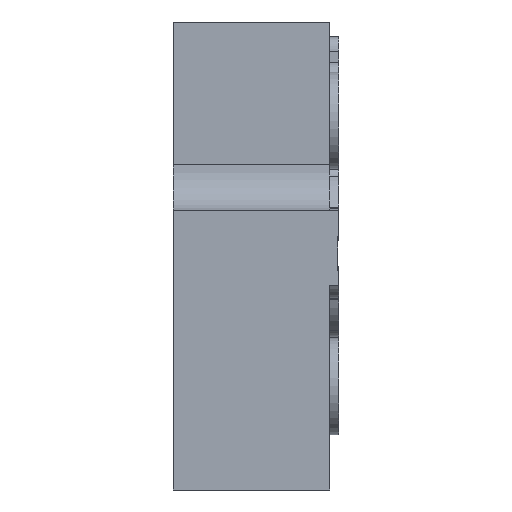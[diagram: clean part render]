
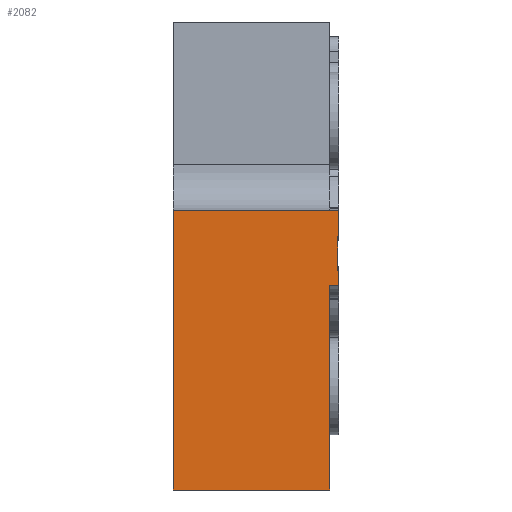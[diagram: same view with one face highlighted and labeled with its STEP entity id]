
A CAD part, left-side view. The second image highlights one B-rep face of the part: STEP entity #2082.
In plain terms, the highlighted planar face has unit normal (-1, 0, 0).
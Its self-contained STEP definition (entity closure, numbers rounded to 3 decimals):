
#334 = CARTESIAN_POINT ( 'NONE',  ( -0.12, 0.05, -2.636 ) ) ;
#425 = CARTESIAN_POINT ( 'NONE',  ( -0.12, -9., -16.37 ) ) ;
#441 = DIRECTION ( 'NONE',  ( 0., 0., -1. ) ) ;
#502 = VERTEX_POINT ( 'NONE', #5320 ) ;
#572 = EDGE_CURVE ( 'NONE', #7450, #4962, #2402, .T. ) ;
#783 = VERTEX_POINT ( 'NONE', #3484 ) ;
#1007 = CARTESIAN_POINT ( 'NONE',  ( -0.12, 0.5, -5.251 ) ) ;
#1045 = CARTESIAN_POINT ( 'NONE',  ( -0.12, -9., -16.37 ) ) ;
#1115 = VECTOR ( 'NONE', #3529, 1000. ) ;
#1128 = DIRECTION ( 'NONE',  ( 0., -1., 0. ) ) ;
#1207 = LINE ( 'NONE', #8777, #3651 ) ;
#1338 = CARTESIAN_POINT ( 'NONE',  ( -0.12, 9., -16.37 ) ) ;
#1574 = CARTESIAN_POINT ( 'NONE',  ( -0.12, 0.05, -4.436 ) ) ;
#1645 = DIRECTION ( 'NONE',  ( 0., 0., -1. ) ) ;
#1688 = EDGE_CURVE ( 'NONE', #6310, #5779, #3680, .T. ) ;
#1794 = DIRECTION ( 'NONE',  ( 0., 0., -1. ) ) ;
#1853 = CARTESIAN_POINT ( 'NONE',  ( -0.12, 0.05, -4.436 ) ) ;
#2082 = ADVANCED_FACE ( 'NONE', ( #7176 ), #7261, .F. ) ;
#2168 = CARTESIAN_POINT ( 'NONE',  ( -0.12, 0.5, -16.37 ) ) ;
#2350 = DIRECTION ( 'NONE',  ( 1., 0., 0. ) ) ;
#2402 = LINE ( 'NONE', #5151, #5934 ) ;
#2453 = LINE ( 'NONE', #8489, #7023 ) ;
#2605 = DIRECTION ( 'NONE',  ( 0., 0., 1. ) ) ;
#2631 = EDGE_CURVE ( 'NONE', #6217, #8472, #1207, .T. ) ;
#2678 = CARTESIAN_POINT ( 'NONE',  ( -0.12, 0., -1.214 ) ) ;
#2767 = CARTESIAN_POINT ( 'NONE',  ( -0.12, 0., -2.636 ) ) ;
#2989 = ORIENTED_EDGE ( 'NONE', *, *, #4294, .F. ) ;
#3039 = ORIENTED_EDGE ( 'NONE', *, *, #8787, .T. ) ;
#3162 = EDGE_LOOP ( 'NONE', ( #3300, #4150, #3668, #6424, #3777, #2989, #3039, #4341, #7000, #5120 ) ) ;
#3177 = DIRECTION ( 'NONE',  ( 0., 1., 0. ) ) ;
#3275 = CARTESIAN_POINT ( 'NONE',  ( -0.12, 0., 0. ) ) ;
#3300 = ORIENTED_EDGE ( 'NONE', *, *, #572, .T. ) ;
#3316 = EDGE_CURVE ( 'NONE', #502, #6217, #3853, .T. ) ;
#3484 = CARTESIAN_POINT ( 'NONE',  ( -0.12, 9., -1.214 ) ) ;
#3504 = VERTEX_POINT ( 'NONE', #2678 ) ;
#3529 = DIRECTION ( 'NONE',  ( 0., 1., 0. ) ) ;
#3651 = VECTOR ( 'NONE', #2605, 1000. ) ;
#3668 = ORIENTED_EDGE ( 'NONE', *, *, #3316, .T. ) ;
#3680 = LINE ( 'NONE', #425, #4095 ) ;
#3777 = ORIENTED_EDGE ( 'NONE', *, *, #8878, .T. ) ;
#3853 = LINE ( 'NONE', #1853, #5527 ) ;
#3872 = LINE ( 'NONE', #8004, #5981 ) ;
#3965 = CARTESIAN_POINT ( 'NONE',  ( -0.12, 0., -5.251 ) ) ;
#4095 = VECTOR ( 'NONE', #3177, 1000. ) ;
#4150 = ORIENTED_EDGE ( 'NONE', *, *, #5677, .F. ) ;
#4206 = LINE ( 'NONE', #6319, #1115 ) ;
#4218 = VECTOR ( 'NONE', #8123, 1000. ) ;
#4294 = EDGE_CURVE ( 'NONE', #3504, #8763, #7357, .T. ) ;
#4341 = ORIENTED_EDGE ( 'NONE', *, *, #7766, .T. ) ;
#4481 = DIRECTION ( 'NONE',  ( 0., 1., 0. ) ) ;
#4521 = AXIS2_PLACEMENT_3D ( 'NONE', #1045, #2350, #5185 ) ;
#4962 = VERTEX_POINT ( 'NONE', #3965 ) ;
#5120 = ORIENTED_EDGE ( 'NONE', *, *, #7053, .F. ) ;
#5151 = CARTESIAN_POINT ( 'NONE',  ( -0.12, 0.5, -5.251 ) ) ;
#5185 = DIRECTION ( 'NONE',  ( 0., 0., -1. ) ) ;
#5223 = LINE ( 'NONE', #5723, #5285 ) ;
#5285 = VECTOR ( 'NONE', #1128, 1000. ) ;
#5320 = CARTESIAN_POINT ( 'NONE',  ( -0.12, 0., -4.436 ) ) ;
#5527 = VECTOR ( 'NONE', #4481, 1000. ) ;
#5677 = EDGE_CURVE ( 'NONE', #502, #4962, #3872, .T. ) ;
#5723 = CARTESIAN_POINT ( 'NONE',  ( -0.12, 0., -2.636 ) ) ;
#5779 = VERTEX_POINT ( 'NONE', #1338 ) ;
#5934 = VECTOR ( 'NONE', #8525, 1000. ) ;
#5980 = LINE ( 'NONE', #8729, #8902 ) ;
#5981 = VECTOR ( 'NONE', #441, 1000. ) ;
#6217 = VERTEX_POINT ( 'NONE', #1574 ) ;
#6310 = VERTEX_POINT ( 'NONE', #2168 ) ;
#6319 = CARTESIAN_POINT ( 'NONE',  ( -0.12, -9., -1.214 ) ) ;
#6424 = ORIENTED_EDGE ( 'NONE', *, *, #2631, .T. ) ;
#7000 = ORIENTED_EDGE ( 'NONE', *, *, #1688, .F. ) ;
#7023 = VECTOR ( 'NONE', #1645, 1000. ) ;
#7053 = EDGE_CURVE ( 'NONE', #7450, #6310, #2453, .T. ) ;
#7176 = FACE_OUTER_BOUND ( 'NONE', #3162, .T. ) ;
#7261 = PLANE ( 'NONE',  #4521 ) ;
#7357 = LINE ( 'NONE', #3275, #4218 ) ;
#7450 = VERTEX_POINT ( 'NONE', #1007 ) ;
#7766 = EDGE_CURVE ( 'NONE', #783, #5779, #5980, .T. ) ;
#8004 = CARTESIAN_POINT ( 'NONE',  ( -0.12, 0., 0. ) ) ;
#8123 = DIRECTION ( 'NONE',  ( 0., 0., -1. ) ) ;
#8472 = VERTEX_POINT ( 'NONE', #334 ) ;
#8489 = CARTESIAN_POINT ( 'NONE',  ( -0.12, 0.5, 0. ) ) ;
#8525 = DIRECTION ( 'NONE',  ( 0., -1., 0. ) ) ;
#8729 = CARTESIAN_POINT ( 'NONE',  ( -0.12, 9., -16.37 ) ) ;
#8763 = VERTEX_POINT ( 'NONE', #2767 ) ;
#8777 = CARTESIAN_POINT ( 'NONE',  ( -0.12, 0.05, -16.37 ) ) ;
#8787 = EDGE_CURVE ( 'NONE', #3504, #783, #4206, .T. ) ;
#8878 = EDGE_CURVE ( 'NONE', #8472, #8763, #5223, .T. ) ;
#8902 = VECTOR ( 'NONE', #1794, 1000. ) ;
